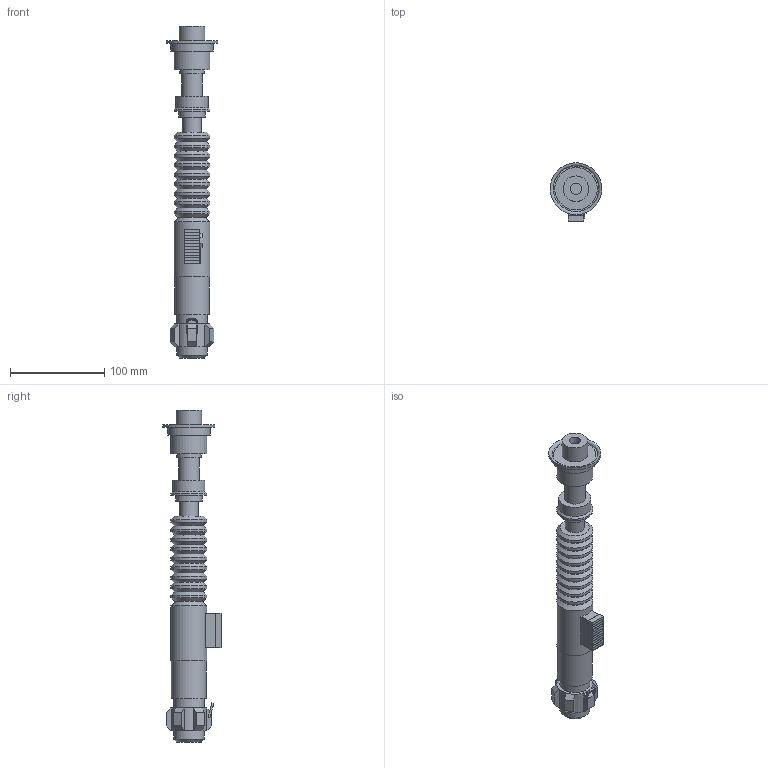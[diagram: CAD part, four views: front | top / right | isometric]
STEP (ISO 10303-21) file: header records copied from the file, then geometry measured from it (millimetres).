
FILE_DESCRIPTION(/* description */ ('STEP AP242','CAx-IF Rec.Pracs.---Representation and Presentation of Product Manufacturing Information (PMI)---4.0---2014-10-13','CAx-IF Rec.Pracs.---3D Tessellated Geometry---0.4---2014-09-14','2;1'),/* implementation_level */ '2;1');
FILE_NAME(/* name */ '66747b1633d15b776680e201',/* time_stamp */ '2024-06-20T18:55:19Z',/* author */ (''),/* organization */ (''),/* preprocessor_version */ 'ST-DEVELOPER v20',/* originating_system */ ' ',/* authorisation */ ' ');
FILE_SCHEMA (('AP242_MANAGED_MODEL_BASED_3D_ENGINEERING_MIM_LF { 1 0 10303 442 1 1 4 }'));
Length unit declared in the file: metre
Products named in the file (1): Luke's Hilt
Bounding box: 55 x 61.5 x 351.5 mm (x, y, z)
Volume: 340026.7 mm3; surface area: 55015.7 mm2
Topology: 1 solids, 1 shells, 201 faces, 495 edges, 320 vertices
Faces by surface type: plane 143, cylinder 32, cone 21, bspline 5
Full cylindrical faces by diameter (mm): 3.5 x2, 12 x1, 20 x1, 22 x1, 26 x1, 27 x1, 28 x1, 32 x2, 34 x1, 37 x1, 38 x12, 45 x1, 55 x1
Entity records: 7019 total; most frequent: CARTESIAN_POINT 1397, DIRECTION 901, ORIENTED_EDGE 892, EDGE_CURVE 446, LINE 351, VECTOR 351, VERTEX_POINT 319, EDGE_LOOP 275
